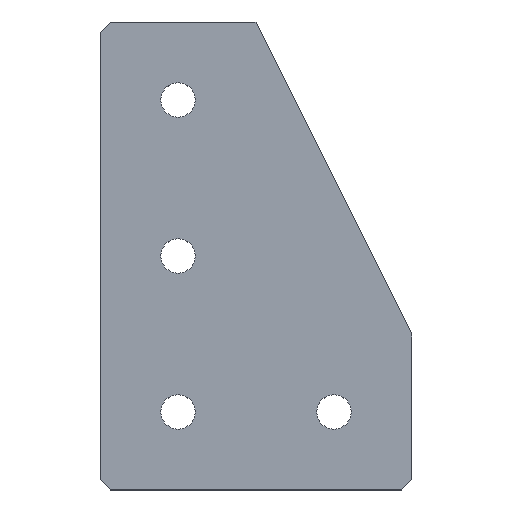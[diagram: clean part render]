
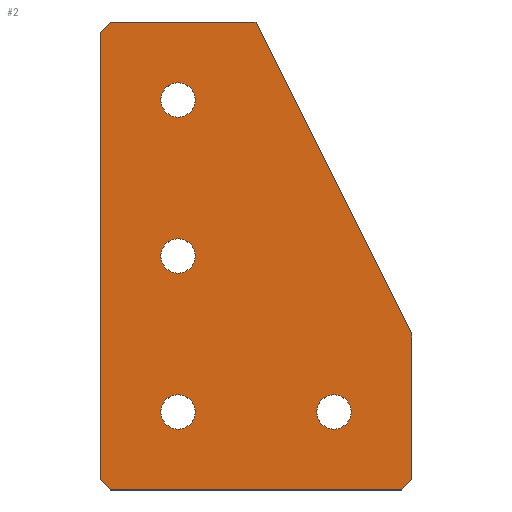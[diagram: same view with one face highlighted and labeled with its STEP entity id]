
A CAD part, top view. The second image highlights one B-rep face of the part: STEP entity #2.
In plain terms, the highlighted planar face has unit normal (0, 0, 1).
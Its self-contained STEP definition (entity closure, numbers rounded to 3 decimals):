
#2 = ADVANCED_FACE ( 'NONE', ( #119, #347, #506, #210, #549 ), #204, .T. ) ;
#7 = CARTESIAN_POINT ( 'NONE',  ( 60., -90., 0. ) ) ;
#10 = DIRECTION ( 'NONE',  ( 0.707, 0.707, 0. ) ) ;
#14 = EDGE_CURVE ( 'NONE', #521, #464, #68, .T. ) ;
#16 = ORIENTED_EDGE ( 'NONE', *, *, #252, .F. ) ;
#26 = EDGE_CURVE ( 'NONE', #381, #211, #27, .T. ) ;
#27 = LINE ( 'NONE', #409, #129 ) ;
#28 = EDGE_CURVE ( 'NONE', #154, #109, #475, .T. ) ;
#39 = CIRCLE ( 'NONE', #417, 3.3 ) ;
#42 = CARTESIAN_POINT ( 'NONE',  ( 15., -41.7, 0. ) ) ;
#43 = CARTESIAN_POINT ( 'NONE',  ( 15., -48.3, 0. ) ) ;
#47 = ORIENTED_EDGE ( 'NONE', *, *, #330, .T. ) ;
#52 = ORIENTED_EDGE ( 'NONE', *, *, #402, .T. ) ;
#53 = CARTESIAN_POINT ( 'NONE',  ( 58., -90., 0. ) ) ;
#55 = VERTEX_POINT ( 'NONE', #43 ) ;
#61 = EDGE_CURVE ( 'NONE', #381, #153, #318, .T. ) ;
#65 = CARTESIAN_POINT ( 'NONE',  ( 0., 0., 0. ) ) ;
#68 = LINE ( 'NONE', #212, #598 ) ;
#71 = CARTESIAN_POINT ( 'NONE',  ( 15., -15., 0. ) ) ;
#76 = ORIENTED_EDGE ( 'NONE', *, *, #14, .T. ) ;
#79 = EDGE_LOOP ( 'NONE', ( #83, #373, #377, #76, #369, #508, #16, #231 ) ) ;
#82 = CIRCLE ( 'NONE', #96, 3.3 ) ;
#83 = ORIENTED_EDGE ( 'NONE', *, *, #26, .F. ) ;
#96 = AXIS2_PLACEMENT_3D ( 'NONE', #71, #218, #419 ) ;
#101 = DIRECTION ( 'NONE',  ( 0., 1., 0. ) ) ;
#108 = CARTESIAN_POINT ( 'NONE',  ( 45., -75., 0. ) ) ;
#109 = VERTEX_POINT ( 'NONE', #424 ) ;
#110 = CARTESIAN_POINT ( 'NONE',  ( 45., -75., 0. ) ) ;
#113 = ORIENTED_EDGE ( 'NONE', *, *, #28, .T. ) ;
#114 = CIRCLE ( 'NONE', #268, 3.3 ) ;
#116 = CIRCLE ( 'NONE', #469, 3.3 ) ;
#118 = EDGE_CURVE ( 'NONE', #580, #55, #245, .T. ) ;
#119 = FACE_BOUND ( 'NONE', #263, .T. ) ;
#120 = CIRCLE ( 'NONE', #371, 3.3 ) ;
#121 = DIRECTION ( 'NONE',  ( 1., 0., 0. ) ) ;
#122 = CARTESIAN_POINT ( 'NONE',  ( 15., -45., 0. ) ) ;
#124 = VECTOR ( 'NONE', #10, 1000. ) ;
#126 = DIRECTION ( 'NONE',  ( -1., 0., 0. ) ) ;
#128 = CARTESIAN_POINT ( 'NONE',  ( 2., -90., 0. ) ) ;
#129 = VECTOR ( 'NONE', #121, 1000. ) ;
#134 = DIRECTION ( 'NONE',  ( -0.707, -0.707, 0. ) ) ;
#139 = AXIS2_PLACEMENT_3D ( 'NONE', #108, #258, #251 ) ;
#140 = CARTESIAN_POINT ( 'NONE',  ( 74., -74., 0. ) ) ;
#141 = LINE ( 'NONE', #7, #537 ) ;
#143 = EDGE_CURVE ( 'NONE', #272, #528, #82, .T. ) ;
#148 = CARTESIAN_POINT ( 'NONE',  ( 60., -60., 0. ) ) ;
#149 = ORIENTED_EDGE ( 'NONE', *, *, #627, .T. ) ;
#150 = AXIS2_PLACEMENT_3D ( 'NONE', #65, #256, #407 ) ;
#153 = VERTEX_POINT ( 'NONE', #415 ) ;
#154 = VERTEX_POINT ( 'NONE', #174 ) ;
#155 = EDGE_CURVE ( 'NONE', #491, #464, #569, .T. ) ;
#170 = VECTOR ( 'NONE', #134, 1000. ) ;
#174 = CARTESIAN_POINT ( 'NONE',  ( 15., -78.3, 0. ) ) ;
#178 = VECTOR ( 'NONE', #444, 1000. ) ;
#187 = CARTESIAN_POINT ( 'NONE',  ( 60., -60., 0. ) ) ;
#193 = DIRECTION ( 'NONE',  ( 0., 1., 0. ) ) ;
#201 = ORIENTED_EDGE ( 'NONE', *, *, #143, .T. ) ;
#204 = PLANE ( 'NONE',  #150 ) ;
#210 = FACE_BOUND ( 'NONE', #593, .T. ) ;
#211 = VERTEX_POINT ( 'NONE', #387 ) ;
#212 = CARTESIAN_POINT ( 'NONE',  ( -44., -44., 0. ) ) ;
#214 = CARTESIAN_POINT ( 'NONE',  ( 15., -45., 0. ) ) ;
#218 = DIRECTION ( 'NONE',  ( 0., 0., -1. ) ) ;
#224 = EDGE_LOOP ( 'NONE', ( #442, #600 ) ) ;
#227 = CARTESIAN_POINT ( 'NONE',  ( 1., -1., 0. ) ) ;
#229 = CARTESIAN_POINT ( 'NONE',  ( 15., -18.3, 0. ) ) ;
#231 = ORIENTED_EDGE ( 'NONE', *, *, #278, .F. ) ;
#233 = DIRECTION ( 'NONE',  ( 0., -1., 0. ) ) ;
#245 = CIRCLE ( 'NONE', #412, 3.3 ) ;
#246 = CIRCLE ( 'NONE', #139, 3.3 ) ;
#247 = DIRECTION ( 'NONE',  ( 0., 0., -1. ) ) ;
#251 = DIRECTION ( 'NONE',  ( 0., 1., 0. ) ) ;
#252 = EDGE_CURVE ( 'NONE', #310, #579, #141, .T. ) ;
#256 = DIRECTION ( 'NONE',  ( 0., 0., 1. ) ) ;
#258 = DIRECTION ( 'NONE',  ( 0., 0., -1. ) ) ;
#263 = EDGE_LOOP ( 'NONE', ( #436, #149 ) ) ;
#268 = AXIS2_PLACEMENT_3D ( 'NONE', #406, #247, #548 ) ;
#272 = VERTEX_POINT ( 'NONE', #334 ) ;
#274 = AXIS2_PLACEMENT_3D ( 'NONE', #500, #546, #473 ) ;
#277 = LINE ( 'NONE', #374, #356 ) ;
#278 = EDGE_CURVE ( 'NONE', #211, #310, #628, .T. ) ;
#302 = DIRECTION ( 'NONE',  ( 0., 1., 0. ) ) ;
#309 = DIRECTION ( 'NONE',  ( 0., 0., -1. ) ) ;
#310 = VERTEX_POINT ( 'NONE', #148 ) ;
#318 = LINE ( 'NONE', #227, #170 ) ;
#328 = CARTESIAN_POINT ( 'NONE',  ( 60., -88., 0. ) ) ;
#330 = EDGE_CURVE ( 'NONE', #109, #154, #120, .T. ) ;
#333 = LINE ( 'NONE', #140, #124 ) ;
#334 = CARTESIAN_POINT ( 'NONE',  ( 15., -11.7, 0. ) ) ;
#347 = FACE_BOUND ( 'NONE', #502, .T. ) ;
#356 = VECTOR ( 'NONE', #193, 1000. ) ;
#365 = CARTESIAN_POINT ( 'NONE',  ( 0., -90., 0. ) ) ;
#369 = ORIENTED_EDGE ( 'NONE', *, *, #155, .F. ) ;
#371 = AXIS2_PLACEMENT_3D ( 'NONE', #486, #309, #101 ) ;
#373 = ORIENTED_EDGE ( 'NONE', *, *, #61, .T. ) ;
#374 = CARTESIAN_POINT ( 'NONE',  ( 0., 0., 0. ) ) ;
#375 = EDGE_CURVE ( 'NONE', #405, #398, #246, .T. ) ;
#376 = DIRECTION ( 'NONE',  ( 0., 0., -1. ) ) ;
#377 = ORIENTED_EDGE ( 'NONE', *, *, #520, .F. ) ;
#381 = VERTEX_POINT ( 'NONE', #499 ) ;
#383 = VECTOR ( 'NONE', #126, 1000. ) ;
#387 = CARTESIAN_POINT ( 'NONE',  ( 30., 0., 0. ) ) ;
#398 = VERTEX_POINT ( 'NONE', #592 ) ;
#402 = EDGE_CURVE ( 'NONE', #528, #272, #114, .T. ) ;
#405 = VERTEX_POINT ( 'NONE', #602 ) ;
#406 = CARTESIAN_POINT ( 'NONE',  ( 15., -15., 0. ) ) ;
#407 = DIRECTION ( 'NONE',  ( 1., 0., 0. ) ) ;
#409 = CARTESIAN_POINT ( 'NONE',  ( 30., 0., 0. ) ) ;
#412 = AXIS2_PLACEMENT_3D ( 'NONE', #122, #376, #611 ) ;
#413 = DIRECTION ( 'NONE',  ( 0., 0., -1. ) ) ;
#415 = CARTESIAN_POINT ( 'NONE',  ( 0., -2., 0. ) ) ;
#417 = AXIS2_PLACEMENT_3D ( 'NONE', #214, #413, #510 ) ;
#419 = DIRECTION ( 'NONE',  ( 0., 1., 0. ) ) ;
#424 = CARTESIAN_POINT ( 'NONE',  ( 15., -71.7, 0. ) ) ;
#436 = ORIENTED_EDGE ( 'NONE', *, *, #375, .T. ) ;
#442 = ORIENTED_EDGE ( 'NONE', *, *, #118, .T. ) ;
#444 = DIRECTION ( 'NONE',  ( 0.447, -0.894, 0. ) ) ;
#450 = DIRECTION ( 'NONE',  ( 0., 0., -1. ) ) ;
#458 = DIRECTION ( 'NONE',  ( 0.707, -0.707, 0. ) ) ;
#462 = EDGE_CURVE ( 'NONE', #55, #580, #39, .T. ) ;
#464 = VERTEX_POINT ( 'NONE', #128 ) ;
#469 = AXIS2_PLACEMENT_3D ( 'NONE', #110, #450, #302 ) ;
#473 = DIRECTION ( 'NONE',  ( 0., 1., 0. ) ) ;
#475 = CIRCLE ( 'NONE', #274, 3.3 ) ;
#486 = CARTESIAN_POINT ( 'NONE',  ( 15., -75., 0. ) ) ;
#491 = VERTEX_POINT ( 'NONE', #53 ) ;
#494 = EDGE_CURVE ( 'NONE', #491, #579, #333, .T. ) ;
#499 = CARTESIAN_POINT ( 'NONE',  ( 2., 0., 0. ) ) ;
#500 = CARTESIAN_POINT ( 'NONE',  ( 15., -75., 0. ) ) ;
#502 = EDGE_LOOP ( 'NONE', ( #47, #113 ) ) ;
#506 = FACE_BOUND ( 'NONE', #224, .T. ) ;
#508 = ORIENTED_EDGE ( 'NONE', *, *, #494, .T. ) ;
#510 = DIRECTION ( 'NONE',  ( 0., 1., 0. ) ) ;
#520 = EDGE_CURVE ( 'NONE', #521, #153, #277, .T. ) ;
#521 = VERTEX_POINT ( 'NONE', #594 ) ;
#528 = VERTEX_POINT ( 'NONE', #229 ) ;
#537 = VECTOR ( 'NONE', #233, 1000. ) ;
#546 = DIRECTION ( 'NONE',  ( 0., 0., -1. ) ) ;
#548 = DIRECTION ( 'NONE',  ( 0., 1., 0. ) ) ;
#549 = FACE_OUTER_BOUND ( 'NONE', #79, .T. ) ;
#569 = LINE ( 'NONE', #365, #383 ) ;
#579 = VERTEX_POINT ( 'NONE', #328 ) ;
#580 = VERTEX_POINT ( 'NONE', #42 ) ;
#592 = CARTESIAN_POINT ( 'NONE',  ( 45., -78.3, 0. ) ) ;
#593 = EDGE_LOOP ( 'NONE', ( #201, #52 ) ) ;
#594 = CARTESIAN_POINT ( 'NONE',  ( 0., -88., 0. ) ) ;
#598 = VECTOR ( 'NONE', #458, 1000. ) ;
#600 = ORIENTED_EDGE ( 'NONE', *, *, #462, .T. ) ;
#602 = CARTESIAN_POINT ( 'NONE',  ( 45., -71.7, 0. ) ) ;
#611 = DIRECTION ( 'NONE',  ( 0., 1., 0. ) ) ;
#627 = EDGE_CURVE ( 'NONE', #398, #405, #116, .T. ) ;
#628 = LINE ( 'NONE', #187, #178 ) ;
